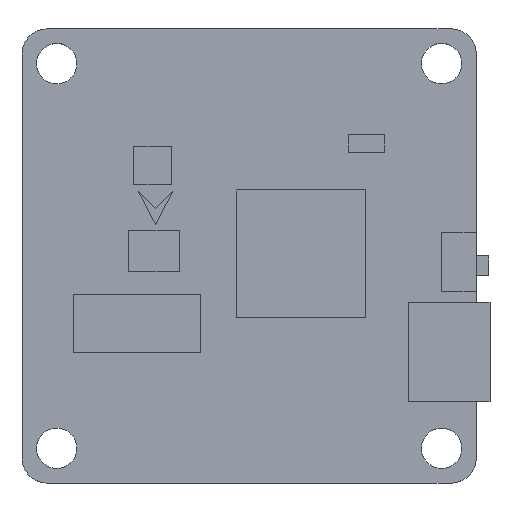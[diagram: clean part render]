
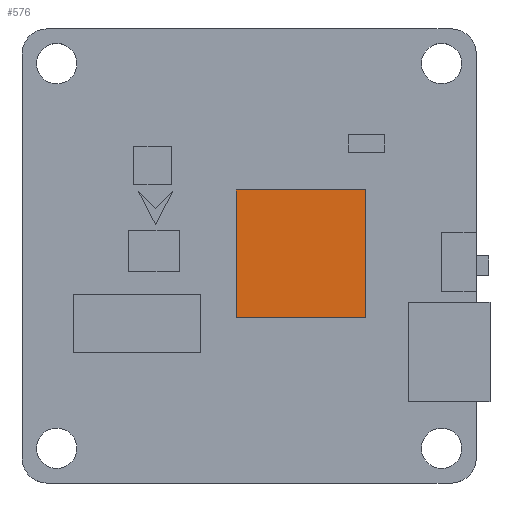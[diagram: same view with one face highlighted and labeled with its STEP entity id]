
A CAD part, top view. The second image highlights one B-rep face of the part: STEP entity #576.
In plain terms, the highlighted planar face has unit normal (0, 0, 1).
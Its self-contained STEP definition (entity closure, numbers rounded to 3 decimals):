
#576=ADVANCED_FACE('',(#1150),#1152,.T.);
#1150=FACE_BOUND('',#1151,.T.);
#1151=EDGE_LOOP('',(#1543,#1544,#1545,#1546));
#1152=PLANE('',#1153);
#1153=AXIS2_PLACEMENT_3D('',#1154,#1155,#1156);
#1154=CARTESIAN_POINT('',(0.,0.,4.));
#1155=DIRECTION('',(0.,0.,1.));
#1156=DIRECTION('',(-1.,0.,0.));
#1543=ORIENTED_EDGE('',*,*,#1710,.T.);
#1544=ORIENTED_EDGE('',*,*,#1708,.T.);
#1545=ORIENTED_EDGE('',*,*,#1706,.T.);
#1546=ORIENTED_EDGE('',*,*,#1704,.T.);
#1704=EDGE_CURVE('',#1955,#1953,#1956,.T.);
#1706=EDGE_CURVE('',#1958,#1955,#1959,.T.);
#1708=EDGE_CURVE('',#1961,#1958,#1962,.T.);
#1710=EDGE_CURVE('',#1953,#1961,#1964,.T.);
#1953=VERTEX_POINT('',#2457);
#1955=VERTEX_POINT('',#2461);
#1956=LINE('',#2462,#2463);
#1958=VERTEX_POINT('',#2468);
#1959=LINE('',#2469,#2470);
#1961=VERTEX_POINT('',#2475);
#1962=LINE('',#2476,#2477);
#1964=LINE('',#2482,#2483);
#2457=CARTESIAN_POINT('',(9.213,-4.889,4.));
#2461=CARTESIAN_POINT('',(-1.025,-4.889,4.));
#2462=CARTESIAN_POINT('',(-1.025,-4.889,4.));
#2463=VECTOR('',#2464,1.);
#2464=DIRECTION('',(1.,0.,0.));
#2468=CARTESIAN_POINT('',(-1.025,5.226,4.));
#2469=CARTESIAN_POINT('',(-1.025,5.226,4.));
#2470=VECTOR('',#2471,1.);
#2471=DIRECTION('',(0.,-1.,0.));
#2475=CARTESIAN_POINT('',(9.213,5.226,4.));
#2476=CARTESIAN_POINT('',(9.213,5.226,4.));
#2477=VECTOR('',#2478,1.);
#2478=DIRECTION('',(-1.,0.,0.));
#2482=CARTESIAN_POINT('',(9.213,-4.889,4.));
#2483=VECTOR('',#2484,1.);
#2484=DIRECTION('',(0.,1.,0.));
